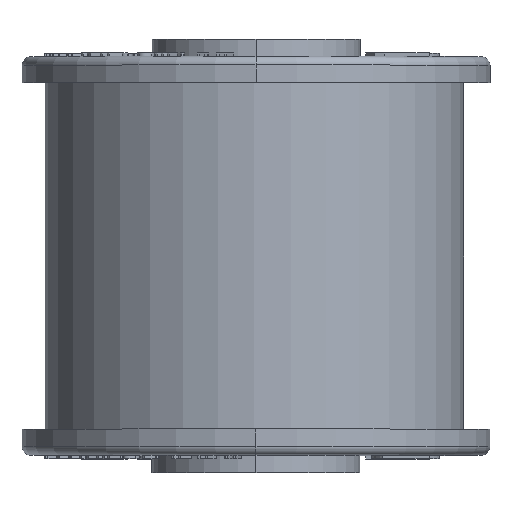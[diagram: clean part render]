
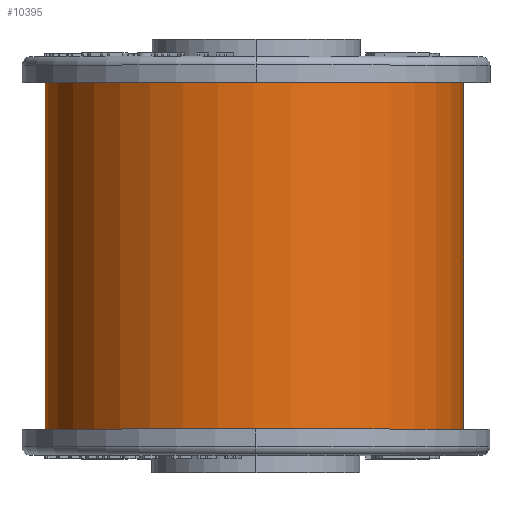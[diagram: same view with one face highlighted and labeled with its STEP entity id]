
A CAD part, top view. The second image highlights one B-rep face of the part: STEP entity #10395.
In plain terms, the highlighted cylindrical face has radius 12.07 mm (diameter 24.14 mm), a partial arc.
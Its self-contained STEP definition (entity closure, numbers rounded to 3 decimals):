
#99 = CARTESIAN_POINT ( 'NONE',  ( 11.98, 0., 0. ) ) ;
#170 = DIRECTION ( 'NONE',  ( 0., -1., 0. ) ) ;
#194 = DIRECTION ( 'NONE',  ( 0., -1., 0. ) ) ;
#484 = VECTOR ( 'NONE', #20315, 1000. ) ;
#753 = CARTESIAN_POINT ( 'NONE',  ( -0.09, 20., 0. ) ) ;
#1263 = ORIENTED_EDGE ( 'NONE', *, *, #21348, .T. ) ;
#2705 = DIRECTION ( 'NONE',  ( 0., 0., -1. ) ) ;
#3041 = VERTEX_POINT ( 'NONE', #5032 ) ;
#3438 = ORIENTED_EDGE ( 'NONE', *, *, #16428, .F. ) ;
#5032 = CARTESIAN_POINT ( 'NONE',  ( -12.16, 20., 0. ) ) ;
#5754 = DIRECTION ( 'NONE',  ( 1., 0., 0. ) ) ;
#5775 = CARTESIAN_POINT ( 'NONE',  ( -0.09, 20., 0. ) ) ;
#5817 = VERTEX_POINT ( 'NONE', #21907 ) ;
#8387 = ORIENTED_EDGE ( 'NONE', *, *, #19833, .F. ) ;
#9781 = VECTOR ( 'NONE', #22301, 1000. ) ;
#10395 = ADVANCED_FACE ( 'NONE', ( #23088 ), #15607, .T. ) ;
#11503 = EDGE_CURVE ( 'NONE', #3041, #5817, #20792, .T. ) ;
#11639 = DIRECTION ( 'NONE',  ( 0., -1., 0. ) ) ;
#12775 = CARTESIAN_POINT ( 'NONE',  ( 11.98, 20., 0. ) ) ;
#12875 = CARTESIAN_POINT ( 'NONE',  ( -0.09, 0., 0. ) ) ;
#12934 = CARTESIAN_POINT ( 'NONE',  ( 11.98, 20., 0. ) ) ;
#13135 = DIRECTION ( 'NONE',  ( 1., 0., 0. ) ) ;
#13247 = AXIS2_PLACEMENT_3D ( 'NONE', #753, #11639, #2705 ) ;
#14350 = VERTEX_POINT ( 'NONE', #12934 ) ;
#14936 = LINE ( 'NONE', #12775, #9781 ) ;
#15535 = AXIS2_PLACEMENT_3D ( 'NONE', #5775, #194, #13135 ) ;
#15607 = CYLINDRICAL_SURFACE ( 'NONE', #13247, 12.07 ) ;
#16428 = EDGE_CURVE ( 'NONE', #19373, #5817, #21896, .T. ) ;
#17086 = EDGE_LOOP ( 'NONE', ( #3438, #8387, #1263, #21626 ) ) ;
#18628 = CIRCLE ( 'NONE', #15535, 12.07 ) ;
#18822 = AXIS2_PLACEMENT_3D ( 'NONE', #12875, #170, #5754 ) ;
#19373 = VERTEX_POINT ( 'NONE', #99 ) ;
#19833 = EDGE_CURVE ( 'NONE', #14350, #19373, #14936, .T. ) ;
#20315 = DIRECTION ( 'NONE',  ( 0., -1., 0. ) ) ;
#20430 = CARTESIAN_POINT ( 'NONE',  ( -12.16, 20., 0. ) ) ;
#20792 = LINE ( 'NONE', #20430, #484 ) ;
#21348 = EDGE_CURVE ( 'NONE', #14350, #3041, #18628, .T. ) ;
#21626 = ORIENTED_EDGE ( 'NONE', *, *, #11503, .T. ) ;
#21896 = CIRCLE ( 'NONE', #18822, 12.07 ) ;
#21907 = CARTESIAN_POINT ( 'NONE',  ( -12.16, 0., 0. ) ) ;
#22301 = DIRECTION ( 'NONE',  ( 0., -1., 0. ) ) ;
#23088 = FACE_OUTER_BOUND ( 'NONE', #17086, .T. ) ;
